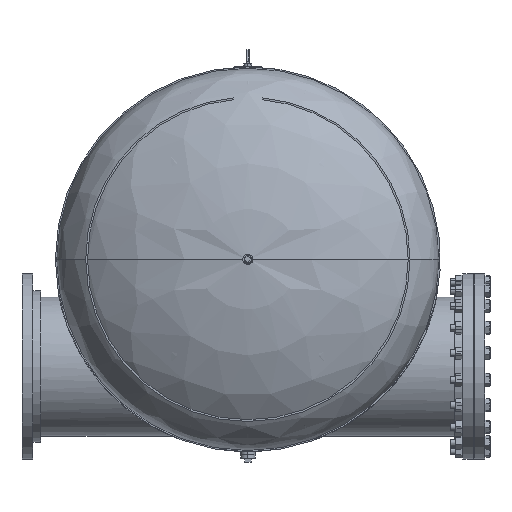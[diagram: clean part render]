
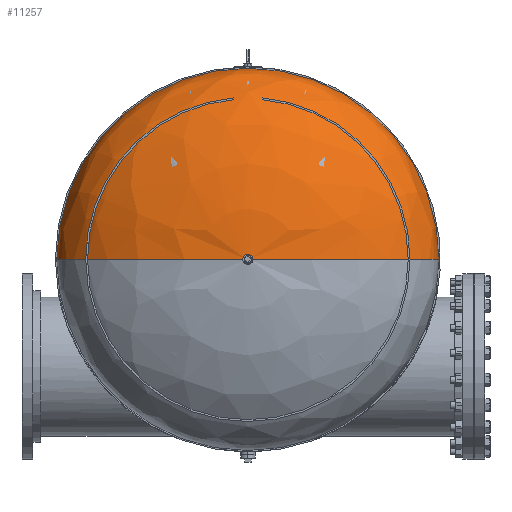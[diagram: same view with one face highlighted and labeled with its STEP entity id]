
A CAD part, front view. The second image highlights one B-rep face of the part: STEP entity #11257.
In plain terms, the highlighted free-form (B-spline) face has degree [3, 3] with [4, 4] control points.
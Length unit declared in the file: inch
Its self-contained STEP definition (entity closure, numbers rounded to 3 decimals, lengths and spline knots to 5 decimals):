
#530 = CARTESIAN_POINT ( 'NONE',  ( 0.75, 17.9657, 0. ) ) ;
#596 = CIRCLE ( 'NONE', #15512, 33. ) ;
#675 = CARTESIAN_POINT ( 'NONE',  ( -0.75, 17.9657, -1.5 ) ) ;
#1544 = CIRCLE ( 'NONE', #26714, 0.75 ) ;
#1614 = AXIS2_PLACEMENT_3D ( 'NONE', #4562, #6738, #15929 ) ;
#3385 = ORIENTED_EDGE ( 'NONE', *, *, #25234, .F. ) ;
#4562 = CARTESIAN_POINT ( 'NONE',  ( 0., 17.9657, 0. ) ) ;
#4771 = CARTESIAN_POINT ( 'NONE',  ( 33., 10.89571, -66. ) ) ;
#5498 = CARTESIAN_POINT ( 'NONE',  ( 0.75, 17.9657, 0. ) ) ;
#5788 = DIRECTION ( 'NONE',  ( 0., -1., 0. ) ) ;
#6738 = DIRECTION ( 'NONE',  ( 0., -1., 0. ) ) ;
#6814 = CARTESIAN_POINT ( 'NONE',  ( -33., 10.89571, -66. ) ) ;
#7336 = EDGE_CURVE ( 'NONE', #26202, #16700, #23999, .T. ) ;
#7835 = CARTESIAN_POINT ( 'NONE',  ( 0., 1.3135, 0. ) ) ;
#8687 = ORIENTED_EDGE ( 'NONE', *, *, #7336, .T. ) ;
#9010 = CARTESIAN_POINT ( 'NONE',  ( -0.75, 17.9657, 0. ) ) ;
#9442 = CARTESIAN_POINT ( 'NONE',  ( -19.72945, 17.74792, -39.45891 ) ) ;
#10255 = VERTEX_POINT ( 'NONE', #26236 ) ;
#11257 = ADVANCED_FACE ( 'NONE', ( #20104 ), #16178, .F. ) ;
#11305 = VERTEX_POINT ( 'NONE', #16434 ) ;
#11468 = EDGE_CURVE ( 'NONE', #16700, #10255, #28282, .T. ) ;
#11490 = CARTESIAN_POINT ( 'NONE',  ( -19.72945, 17.74792, 0. ) ) ;
#11820 = ORIENTED_EDGE ( 'NONE', *, *, #13424, .T. ) ;
#12216 = DIRECTION ( 'NONE',  ( 1., 0., 0. ) ) ;
#12349 = CARTESIAN_POINT ( 'NONE',  ( 33., 10.89571, 0. ) ) ;
#13424 = EDGE_CURVE ( 'NONE', #11305, #26202, #1544, .T. ) ;
#13565 = CARTESIAN_POINT ( 'NONE',  ( 0., 17.9657, 0. ) ) ;
#14380 = ORIENTED_EDGE ( 'NONE', *, *, #24823, .F. ) ;
#15512 = AXIS2_PLACEMENT_3D ( 'NONE', #7835, #5788, #12216 ) ;
#15717 = CARTESIAN_POINT ( 'NONE',  ( 33., 10.89571, 0. ) ) ;
#15929 = DIRECTION ( 'NONE',  ( 1., 0., 0. ) ) ;
#16178 =( BOUNDED_SURFACE ( )  B_SPLINE_SURFACE ( 3, 3, ( 
 ( #9010, #675, #26815, #530 ),
 ( #11490, #9442, #18340, #22438 ),
 ( #20249, #6814, #4771, #15717 ),
 ( #20401, #24629, #26659, #27238 ) ),
 .UNSPECIFIED., .F., .F., .F. ) 
 B_SPLINE_SURFACE_WITH_KNOTS ( ( 4, 4 ),
 ( 4, 4 ),
 ( 0., 1. ),
 ( 0., 1. ),
 .UNSPECIFIED. ) 
 GEOMETRIC_REPRESENTATION_ITEM ( )  RATIONAL_B_SPLINE_SURFACE ( (
 ( 1., 0.333, 0.333, 1.),
 ( 0.81, 0.27, 0.27, 0.81),
 ( 0.81, 0.27, 0.27, 0.81),
 ( 1., 0.333, 0.333, 1.) ) ) 
 REPRESENTATION_ITEM ( '' )  SURFACE ( )  );
#16434 = CARTESIAN_POINT ( 'NONE',  ( -0.75, 17.9657, 0. ) ) ;
#16700 = VERTEX_POINT ( 'NONE', #28128 ) ;
#16775 = EDGE_LOOP ( 'NONE', ( #3385, #11820, #8687, #27581, #14380 ) ) ;
#18033 = CARTESIAN_POINT ( 'NONE',  ( -19.72945, 17.74792, 0. ) ) ;
#18180 = CARTESIAN_POINT ( 'NONE',  ( -0.75, 17.9657, 0. ) ) ;
#18340 = CARTESIAN_POINT ( 'NONE',  ( 19.72945, 17.74792, -39.45891 ) ) ;
#18788 = CARTESIAN_POINT ( 'NONE',  ( 0., 17.9657, -0.75 ) ) ;
#20104 = FACE_OUTER_BOUND ( 'NONE', #16775, .T. ) ;
#20140 = DIRECTION ( 'NONE',  ( 1., 0., 0. ) ) ;
#20249 = CARTESIAN_POINT ( 'NONE',  ( -33., 10.89571, 0. ) ) ;
#20401 = CARTESIAN_POINT ( 'NONE',  ( -33., 1.3135, 0. ) ) ;
#20655 = CARTESIAN_POINT ( 'NONE',  ( -33., 1.3135, 0. ) ) ;
#22438 = CARTESIAN_POINT ( 'NONE',  ( 19.72945, 17.74792, 0. ) ) ;
#23234 = CARTESIAN_POINT ( 'NONE',  ( -33., 1.3135, 0. ) ) ;
#23276 =( BOUNDED_CURVE ( )  B_SPLINE_CURVE ( 3, ( #18180, #18033, #27080, #20655 ),
 .UNSPECIFIED., .F., .F. ) 
 B_SPLINE_CURVE_WITH_KNOTS ( ( 4, 4 ),
 ( 4.73512, 6.28319 ),
 .UNSPECIFIED. ) 
 CURVE ( )  GEOMETRIC_REPRESENTATION_ITEM ( )  RATIONAL_B_SPLINE_CURVE ( ( 1., 0.81, 0.81, 1. ) ) 
 REPRESENTATION_ITEM ( '' )  );
#23999 = CIRCLE ( 'NONE', #1614, 0.75 ) ;
#24629 = CARTESIAN_POINT ( 'NONE',  ( -33., 1.3135, -66. ) ) ;
#24823 = EDGE_CURVE ( 'NONE', #27913, #10255, #596, .T. ) ;
#25234 = EDGE_CURVE ( 'NONE', #11305, #27913, #23276, .T. ) ;
#25341 = CARTESIAN_POINT ( 'NONE',  ( 33., 1.3135, 0. ) ) ;
#26202 = VERTEX_POINT ( 'NONE', #18788 ) ;
#26236 = CARTESIAN_POINT ( 'NONE',  ( 33., 1.3135, 0. ) ) ;
#26410 = DIRECTION ( 'NONE',  ( 0., -1., 0. ) ) ;
#26659 = CARTESIAN_POINT ( 'NONE',  ( 33., 1.3135, -66. ) ) ;
#26714 = AXIS2_PLACEMENT_3D ( 'NONE', #13565, #26410, #20140 ) ;
#26815 = CARTESIAN_POINT ( 'NONE',  ( 0.75, 17.9657, -1.5 ) ) ;
#27080 = CARTESIAN_POINT ( 'NONE',  ( -33., 10.89571, 0. ) ) ;
#27238 = CARTESIAN_POINT ( 'NONE',  ( 33., 1.3135, 0. ) ) ;
#27527 = CARTESIAN_POINT ( 'NONE',  ( 19.72945, 17.74792, 0. ) ) ;
#27581 = ORIENTED_EDGE ( 'NONE', *, *, #11468, .T. ) ;
#27913 = VERTEX_POINT ( 'NONE', #23234 ) ;
#28128 = CARTESIAN_POINT ( 'NONE',  ( 0.75, 17.9657, 0. ) ) ;
#28282 =( BOUNDED_CURVE ( )  B_SPLINE_CURVE ( 3, ( #5498, #27527, #12349, #25341 ),
 .UNSPECIFIED., .F., .F. ) 
 B_SPLINE_CURVE_WITH_KNOTS ( ( 4, 4 ),
 ( 4.73512, 6.28319 ),
 .UNSPECIFIED. ) 
 CURVE ( )  GEOMETRIC_REPRESENTATION_ITEM ( )  RATIONAL_B_SPLINE_CURVE ( ( 1., 0.81, 0.81, 1. ) ) 
 REPRESENTATION_ITEM ( '' )  );
